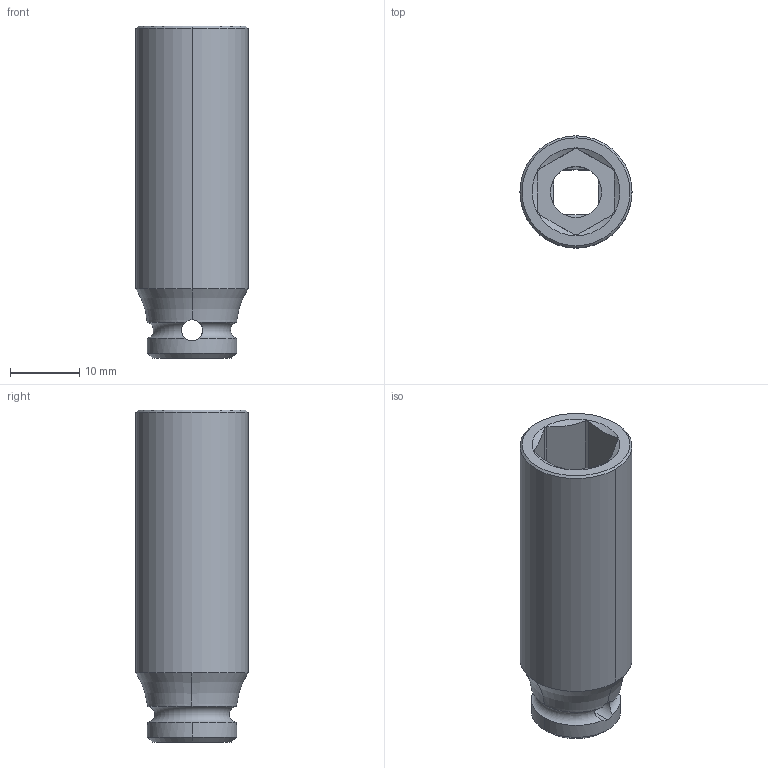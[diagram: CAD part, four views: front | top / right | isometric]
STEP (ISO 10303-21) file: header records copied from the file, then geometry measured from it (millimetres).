
FILE_DESCRIPTION((''),'2;1');
FILE_NAME('4027110311','2023-08-21T13:58:00',('A00565553'),(''),'CREO PARAMETRIC BY PTC INC, 2022414','CREO PARAMETRIC BY PTC INC, 2022414','');
FILE_SCHEMA(('CONFIG_CONTROL_DESIGN','GEOMETRIC_VALIDATION_PROPERTIES_MIM'));
Length unit declared in the file: millimetre
Products named in the file (1): 4027110311
Bounding box: 16.2 x 16.2 x 48 mm (x, y, z)
Volume: 6422.5 mm3; surface area: 3913.1 mm2
Topology: 1 solids, 1 shells, 61 faces, 169 edges, 108 vertices
Faces by surface type: plane 22, cylinder 21, cone 14, torus 4
Entity records: 2249 total; most frequent: CARTESIAN_POINT 580, ORIENTED_EDGE 338, DIRECTION 318, EDGE_CURVE 169, AXIS2_PLACEMENT_3D 125, VERTEX_POINT 108, VECTOR 68, LINE 68
